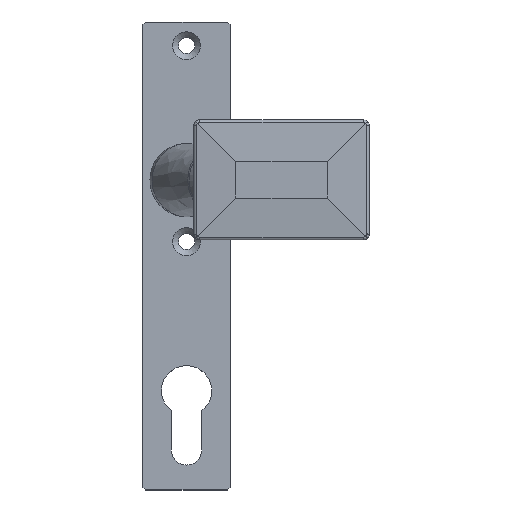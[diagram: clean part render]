
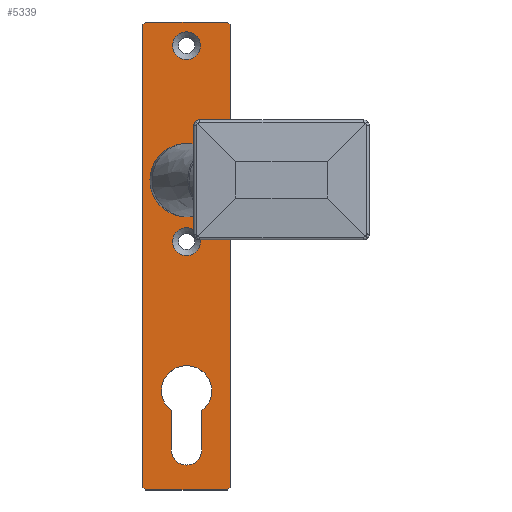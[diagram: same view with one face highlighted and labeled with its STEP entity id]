
A CAD part, top view. The second image highlights one B-rep face of the part: STEP entity #5339.
In plain terms, the highlighted planar face has unit normal (0, 0, 1).
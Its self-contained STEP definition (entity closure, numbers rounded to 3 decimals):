
#65 = CARTESIAN_POINT ( 'NONE',  ( -15., -80., 5. ) ) ;
#396 = DIRECTION ( 'NONE',  ( 0., 0., 1. ) ) ;
#450 = EDGE_CURVE ( 'NONE', #6436, #1450, #4467, .T. ) ;
#542 = LINE ( 'NONE', #5494, #11284 ) ;
#825 = VECTOR ( 'NONE', #3069, 1000. ) ;
#943 = DIRECTION ( 'NONE',  ( 0., 0., 1. ) ) ;
#1041 = VERTEX_POINT ( 'NONE', #7438 ) ;
#1132 = ORIENTED_EDGE ( 'NONE', *, *, #6987, .T. ) ;
#1283 = CARTESIAN_POINT ( 'NONE',  ( -15., -79., 5. ) ) ;
#1393 = DIRECTION ( 'NONE',  ( 0., -1., 0. ) ) ;
#1450 = VERTEX_POINT ( 'NONE', #5362 ) ;
#1549 = ORIENTED_EDGE ( 'NONE', *, *, #4342, .F. ) ;
#1602 = LINE ( 'NONE', #4235, #12181 ) ;
#1691 = ORIENTED_EDGE ( 'NONE', *, *, #2067, .T. ) ;
#1708 = FACE_BOUND ( 'NONE', #4221, .T. ) ;
#1932 = CARTESIAN_POINT ( 'NONE',  ( 47., -47., 5. ) ) ;
#1933 = ORIENTED_EDGE ( 'NONE', *, *, #13522, .T. ) ;
#1967 = VERTEX_POINT ( 'NONE', #7109 ) ;
#1977 = ORIENTED_EDGE ( 'NONE', *, *, #7912, .T. ) ;
#2067 = EDGE_CURVE ( 'NONE', #6920, #6920, #12707, .T. ) ;
#2136 = EDGE_CURVE ( 'NONE', #10238, #5661, #10067, .T. ) ;
#2213 = CARTESIAN_POINT ( 'NONE',  ( 14., -80., 5. ) ) ;
#2476 = CARTESIAN_POINT ( 'NONE',  ( 15., -79., 5. ) ) ;
#2531 = CARTESIAN_POINT ( 'NONE',  ( 4.75, 71.9, 5. ) ) ;
#2588 = LINE ( 'NONE', #6530, #13698 ) ;
#2670 = VECTOR ( 'NONE', #6442, 1000. ) ;
#2673 = EDGE_CURVE ( 'NONE', #2932, #2932, #7098, .T. ) ;
#2700 = EDGE_CURVE ( 'NONE', #9953, #10238, #6434, .T. ) ;
#2766 = EDGE_CURVE ( 'NONE', #5661, #12114, #2588, .T. ) ;
#2863 = FACE_OUTER_BOUND ( 'NONE', #8426, .T. ) ;
#2902 = AXIS2_PLACEMENT_3D ( 'NONE', #4604, #396, #5816 ) ;
#2932 = VERTEX_POINT ( 'NONE', #10940 ) ;
#3019 = ORIENTED_EDGE ( 'NONE', *, *, #450, .F. ) ;
#3020 = LINE ( 'NONE', #65, #2670 ) ;
#3069 = DIRECTION ( 'NONE',  ( 0.707, 0.707, 0. ) ) ;
#3378 = EDGE_LOOP ( 'NONE', ( #1549 ) ) ;
#3385 = CARTESIAN_POINT ( 'NONE',  ( -5.25, -66.25, 5. ) ) ;
#3531 = LINE ( 'NONE', #8753, #9330 ) ;
#3696 = VECTOR ( 'NONE', #1393, 1000. ) ;
#3804 = CARTESIAN_POINT ( 'NONE',  ( 0., 4.9, 5. ) ) ;
#4215 = FACE_BOUND ( 'NONE', #7440, .T. ) ;
#4221 = EDGE_LOOP ( 'NONE', ( #6168, #13534, #6651, #3019 ) ) ;
#4235 = CARTESIAN_POINT ( 'NONE',  ( 15., 80., 5. ) ) ;
#4280 = ORIENTED_EDGE ( 'NONE', *, *, #2700, .T. ) ;
#4342 = EDGE_CURVE ( 'NONE', #12355, #12355, #7988, .T. ) ;
#4357 = EDGE_CURVE ( 'NONE', #6510, #7126, #12419, .T. ) ;
#4467 = CIRCLE ( 'NONE', #12232, 8.6 ) ;
#4604 = CARTESIAN_POINT ( 'NONE',  ( 0., 0., 5. ) ) ;
#4880 = CIRCLE ( 'NONE', #10512, 5.25 ) ;
#5100 = EDGE_CURVE ( 'NONE', #5150, #6436, #542, .T. ) ;
#5123 = DIRECTION ( 'NONE',  ( 0., 0., 1. ) ) ;
#5150 = VERTEX_POINT ( 'NONE', #5684 ) ;
#5159 = EDGE_CURVE ( 'NONE', #1041, #5150, #4880, .T. ) ;
#5193 = CARTESIAN_POINT ( 'NONE',  ( 0., -46.1, 5. ) ) ;
#5253 = AXIS2_PLACEMENT_3D ( 'NONE', #11780, #7609, #8662 ) ;
#5339 = ADVANCED_FACE ( 'NONE', ( #9493, #4215, #2863, #5540, #1708 ), #6743, .T. ) ;
#5349 = DIRECTION ( 'NONE',  ( 1., 0., 0. ) ) ;
#5362 = CARTESIAN_POINT ( 'NONE',  ( -5.25, -52.912, 5. ) ) ;
#5431 = VECTOR ( 'NONE', #11487, 1000. ) ;
#5494 = CARTESIAN_POINT ( 'NONE',  ( 5.25, -52.912, 5. ) ) ;
#5540 = FACE_BOUND ( 'NONE', #3378, .T. ) ;
#5661 = VERTEX_POINT ( 'NONE', #1283 ) ;
#5684 = CARTESIAN_POINT ( 'NONE',  ( 5.25, -66.25, 5. ) ) ;
#5771 = DIRECTION ( 'NONE',  ( 0., 1., 0. ) ) ;
#5809 = EDGE_CURVE ( 'NONE', #1967, #9953, #3531, .T. ) ;
#5816 = DIRECTION ( 'NONE',  ( 1., 0., 0. ) ) ;
#5866 = ORIENTED_EDGE ( 'NONE', *, *, #5809, .T. ) ;
#6168 = ORIENTED_EDGE ( 'NONE', *, *, #5100, .F. ) ;
#6434 = LINE ( 'NONE', #12235, #5431 ) ;
#6436 = VERTEX_POINT ( 'NONE', #10999 ) ;
#6442 = DIRECTION ( 'NONE',  ( 1., 0., 0. ) ) ;
#6510 = VERTEX_POINT ( 'NONE', #2213 ) ;
#6530 = CARTESIAN_POINT ( 'NONE',  ( -47., -47., 5. ) ) ;
#6542 = ORIENTED_EDGE ( 'NONE', *, *, #4357, .T. ) ;
#6637 = EDGE_CURVE ( 'NONE', #1450, #1041, #8643, .T. ) ;
#6651 = ORIENTED_EDGE ( 'NONE', *, *, #6637, .F. ) ;
#6741 = DIRECTION ( 'NONE',  ( -1., 0., 0. ) ) ;
#6743 = PLANE ( 'NONE',  #2902 ) ;
#6837 = CARTESIAN_POINT ( 'NONE',  ( -14., -80., 5. ) ) ;
#6879 = CARTESIAN_POINT ( 'NONE',  ( 15., 79., 5. ) ) ;
#6920 = VERTEX_POINT ( 'NONE', #2531 ) ;
#6987 = EDGE_CURVE ( 'NONE', #12114, #6510, #3020, .T. ) ;
#7098 = CIRCLE ( 'NONE', #13001, 4.75 ) ;
#7109 = CARTESIAN_POINT ( 'NONE',  ( 14., 80., 5. ) ) ;
#7126 = VERTEX_POINT ( 'NONE', #2476 ) ;
#7241 = DIRECTION ( 'NONE',  ( 0., 0., 1. ) ) ;
#7295 = CARTESIAN_POINT ( 'NONE',  ( 0., 25.9, 5. ) ) ;
#7438 = CARTESIAN_POINT ( 'NONE',  ( -5.25, -66.25, 5. ) ) ;
#7440 = EDGE_LOOP ( 'NONE', ( #1691 ) ) ;
#7609 = DIRECTION ( 'NONE',  ( 0., 0., -1. ) ) ;
#7849 = LINE ( 'NONE', #8811, #10622 ) ;
#7889 = CARTESIAN_POINT ( 'NONE',  ( 10., 25.9, 5. ) ) ;
#7904 = CARTESIAN_POINT ( 'NONE',  ( -15., 79., 5. ) ) ;
#7912 = EDGE_CURVE ( 'NONE', #12220, #1967, #7849, .T. ) ;
#7988 = CIRCLE ( 'NONE', #10259, 10. ) ;
#8426 = EDGE_LOOP ( 'NONE', ( #8746, #10894, #1132, #6542, #1933, #1977, #5866, #4280 ) ) ;
#8643 = LINE ( 'NONE', #3385, #3696 ) ;
#8662 = DIRECTION ( 'NONE',  ( 1., 0., 0. ) ) ;
#8746 = ORIENTED_EDGE ( 'NONE', *, *, #2136, .T. ) ;
#8753 = CARTESIAN_POINT ( 'NONE',  ( -15., 80., 5. ) ) ;
#8762 = DIRECTION ( 'NONE',  ( -0.707, 0.707, 0. ) ) ;
#8811 = CARTESIAN_POINT ( 'NONE',  ( 47., 47., 5. ) ) ;
#9166 = DIRECTION ( 'NONE',  ( 1., 0., 0. ) ) ;
#9330 = VECTOR ( 'NONE', #6741, 1000. ) ;
#9493 = FACE_BOUND ( 'NONE', #10252, .T. ) ;
#9953 = VERTEX_POINT ( 'NONE', #13527 ) ;
#9992 = CARTESIAN_POINT ( 'NONE',  ( -15., 80., 5. ) ) ;
#10067 = LINE ( 'NONE', #9992, #10395 ) ;
#10238 = VERTEX_POINT ( 'NONE', #7904 ) ;
#10252 = EDGE_LOOP ( 'NONE', ( #12557 ) ) ;
#10259 = AXIS2_PLACEMENT_3D ( 'NONE', #7295, #5123, #12493 ) ;
#10395 = VECTOR ( 'NONE', #12009, 1000. ) ;
#10512 = AXIS2_PLACEMENT_3D ( 'NONE', #10595, #7241, #5349 ) ;
#10595 = CARTESIAN_POINT ( 'NONE',  ( 0., -66.25, 5. ) ) ;
#10622 = VECTOR ( 'NONE', #8762, 1000. ) ;
#10894 = ORIENTED_EDGE ( 'NONE', *, *, #2766, .T. ) ;
#10940 = CARTESIAN_POINT ( 'NONE',  ( 4.75, 4.9, 5. ) ) ;
#10999 = CARTESIAN_POINT ( 'NONE',  ( 5.25, -52.912, 5. ) ) ;
#11284 = VECTOR ( 'NONE', #5771, 1000. ) ;
#11487 = DIRECTION ( 'NONE',  ( -0.707, -0.707, 0. ) ) ;
#11635 = DIRECTION ( 'NONE',  ( 0., 1., 0. ) ) ;
#11780 = CARTESIAN_POINT ( 'NONE',  ( 0., 71.9, 5. ) ) ;
#12009 = DIRECTION ( 'NONE',  ( 0., -1., 0. ) ) ;
#12114 = VERTEX_POINT ( 'NONE', #6837 ) ;
#12181 = VECTOR ( 'NONE', #11635, 1000. ) ;
#12220 = VERTEX_POINT ( 'NONE', #6879 ) ;
#12232 = AXIS2_PLACEMENT_3D ( 'NONE', #5193, #943, #12607 ) ;
#12235 = CARTESIAN_POINT ( 'NONE',  ( -47., 47., 5. ) ) ;
#12355 = VERTEX_POINT ( 'NONE', #7889 ) ;
#12419 = LINE ( 'NONE', #1932, #825 ) ;
#12493 = DIRECTION ( 'NONE',  ( 1., 0., 0. ) ) ;
#12557 = ORIENTED_EDGE ( 'NONE', *, *, #2673, .T. ) ;
#12607 = DIRECTION ( 'NONE',  ( 1., 0., 0. ) ) ;
#12707 = CIRCLE ( 'NONE', #5253, 4.75 ) ;
#13001 = AXIS2_PLACEMENT_3D ( 'NONE', #3804, #13447, #9166 ) ;
#13447 = DIRECTION ( 'NONE',  ( 0., 0., -1. ) ) ;
#13522 = EDGE_CURVE ( 'NONE', #7126, #12220, #1602, .T. ) ;
#13527 = CARTESIAN_POINT ( 'NONE',  ( -14., 80., 5. ) ) ;
#13534 = ORIENTED_EDGE ( 'NONE', *, *, #5159, .F. ) ;
#13675 = DIRECTION ( 'NONE',  ( 0.707, -0.707, 0. ) ) ;
#13698 = VECTOR ( 'NONE', #13675, 1000. ) ;
